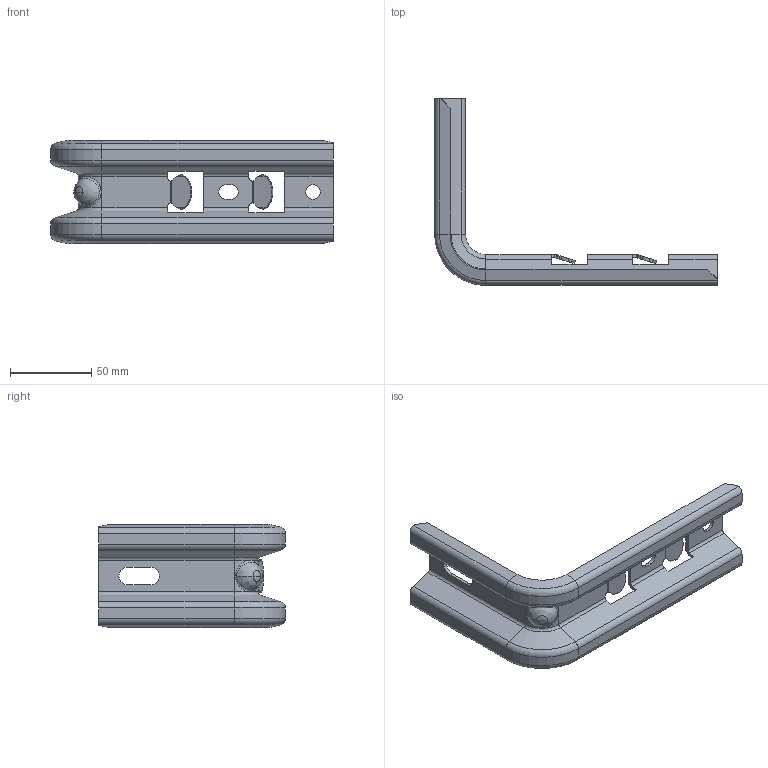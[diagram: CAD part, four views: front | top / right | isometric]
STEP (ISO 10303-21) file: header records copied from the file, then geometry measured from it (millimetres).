
FILE_DESCRIPTION((''),'2;1');
FILE_NAME('900610_PRT','2018-11-16T12:23:27',('tomasz.grudniewski'),(''),'CREO PARAMETRIC BY PTC INC, 2018260','CREO PARAMETRIC BY PTC INC, 2018260','');
FILE_SCHEMA(('CONFIG_CONTROL_DESIGN'));
Length unit declared in the file: millimetre
Products named in the file (1): 900610_PRT
Bounding box: 174 x 115 x 63.43 mm (x, y, z)
Volume: 47444.8 mm3; surface area: 49788.7 mm2
Topology: 1 solids, 1 shells, 544 faces, 1422 edges, 888 vertices
Faces by surface type: plane 422, cylinder 84, torus 12, bspline 12, cone 10, sphere 4
Entity records: 20356 total; most frequent: CARTESIAN_POINT 6968, ORIENTED_EDGE 2836, DIRECTION 2644, EDGE_CURVE 1418, VECTOR 1208, LINE 1208, VERTEX_POINT 888, AXIS2_PLACEMENT_3D 718
